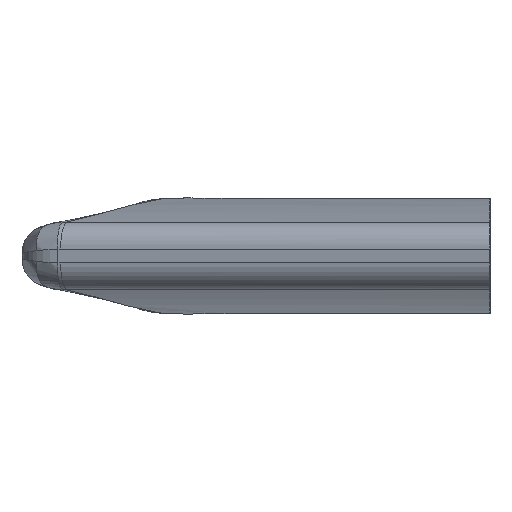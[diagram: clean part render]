
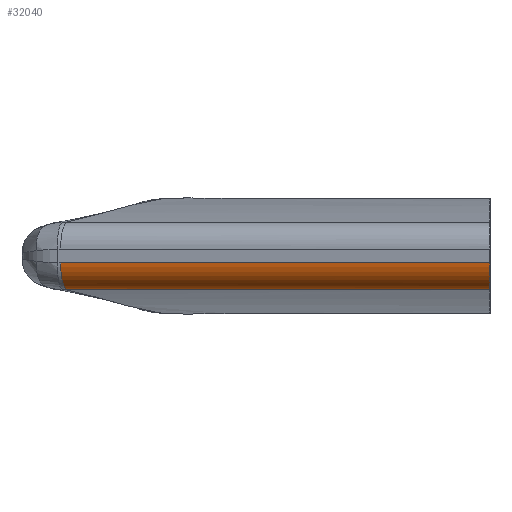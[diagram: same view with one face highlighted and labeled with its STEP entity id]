
A CAD part, left-side view. The second image highlights one B-rep face of the part: STEP entity #32040.
In plain terms, the highlighted cylindrical face has radius 2 mm (diameter 4 mm), a partial arc.
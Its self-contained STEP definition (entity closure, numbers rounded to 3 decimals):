
#5030=CARTESIAN_POINT('',(-245.169,30.784,
-2.453));
#5040=VERTEX_POINT('',#5030);
#5070=CARTESIAN_POINT('',(-242.828,39.521,
-2.453));
#5080=DIRECTION('',(0.259,0.966,0.));
#5090=VECTOR('',#5080,1000.);
#5100=LINE('',#5070,#5090);
#5110=CARTESIAN_POINT('',(-253.418,0.,
-2.453));
#5120=VERTEX_POINT('',#5110);
#5130=EDGE_CURVE('',#5120,#5040,#5100,.T.);
#6510=CARTESIAN_POINT('',(-244.359,39.931,
-0.497));
#6520=DIRECTION('',(-0.259,-0.966,0.));
#6530=VECTOR('',#6520,1000.);
#6540=LINE('',#6510,#6530);
#6550=CARTESIAN_POINT('',(-246.699,31.194,
-0.497));
#6560=VERTEX_POINT('',#6550);
#6570=CARTESIAN_POINT('',(-255.058,0.,-0.497));
#6580=VERTEX_POINT('',#6570);
#6590=EDGE_CURVE('',#6560,#6580,#6540,.T.);
#25460=CARTESIAN_POINT('',(-252.987,0.,-0.497));
#25470=DIRECTION('',(-0.,-1.,-0.));
#25480=DIRECTION('',(1.,0.,0.));
#25490=AXIS2_PLACEMENT_3D('',#25460,#25470,#25480);
#25500=ELLIPSE('',#25490,2.071,2.);
#25510=EDGE_CURVE('',#6580,#5120,#25500,.T.);
#31870=CARTESIAN_POINT('',(-242.427,39.413,
-0.497));
#31880=DIRECTION('',(-0.259,-0.966,0.));
#31890=DIRECTION('',(0.966,-0.259,0.));
#31900=AXIS2_PLACEMENT_3D('',#31870,#31880,#31890);
#31910=CYLINDRICAL_SURFACE('',#31900,2.);
#31920=ORIENTED_EDGE('',*,*,#5130,.F.);
#31930=CARTESIAN_POINT('',(-244.768,30.677,
-0.497));
#31940=DIRECTION('',(0.259,0.966,
0.));
#31950=DIRECTION('',(-0.966,0.259,0.));
#31960=AXIS2_PLACEMENT_3D('',#31930,#31940,#31950);
#31970=CIRCLE('',#31960,2.);
#31980=EDGE_CURVE('',#5040,#6560,#31970,.T.);
#31990=ORIENTED_EDGE('',*,*,#31980,.F.);
#32000=ORIENTED_EDGE('',*,*,#6590,.F.);
#32010=ORIENTED_EDGE('',*,*,#25510,.F.);
#32020=EDGE_LOOP('',(#32010,#32000,#31990,#31920));
#32030=FACE_OUTER_BOUND('',#32020,.T.);
#32040=ADVANCED_FACE('',(#32030),#31910,.T.);
